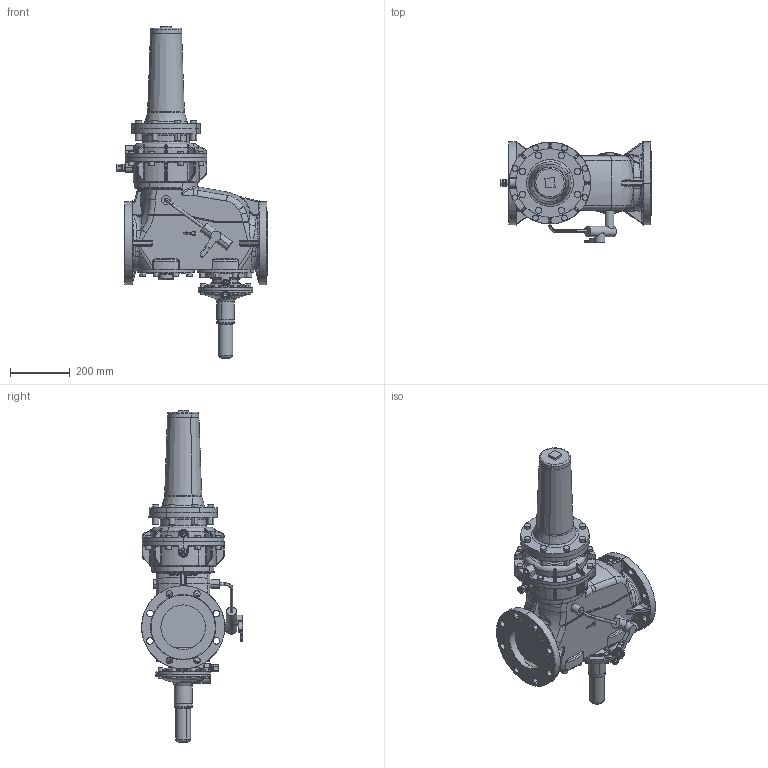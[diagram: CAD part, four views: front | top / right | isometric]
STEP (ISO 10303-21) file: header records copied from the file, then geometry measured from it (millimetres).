
FILE_DESCRIPTION(('CATIA V5 STEP Exchange'),'2;1');
FILE_NAME('RS250 DN150 275 links ANSI.stp','2023-04-28T09:03:03+00:00',('none'),('none'),'CATIA Version 5-6 Release 2018 SP2','CATIA V5 STEP AP203','none');
FILE_SCHEMA(('CONFIG_CONTROL_DESIGN'));
Products named in the file (1): Product4
Assembly tree (2 placements, depth 2):
  Product4
    #57
    #85277
Bounding box: 505.3 x 342.57 x 1116 mm (x, y, z)
Volume: 36028407.6 mm3; surface area: 1355569.6 mm2
Topology: 3 solids, 32 shells, 2083 faces, 4976 edges, 2940 vertices
Faces by surface type: cylinder 758, bspline 370, plane 334, torus 334, cone 157, sphere 74, revolution 52, extrusion 4
Entity records: 87394 total; most frequent: CARTESIAN_POINT 47325, ORIENTED_EDGE 9714, DIRECTION 5269, EDGE_CURVE 4857, AXIS2_PLACEMENT_3D 3039, VERTEX_POINT 2940, EDGE_LOOP 2231, ADVANCED_FACE 2083
